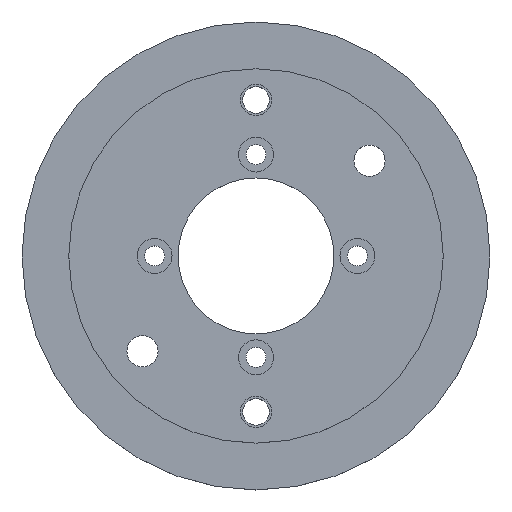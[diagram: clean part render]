
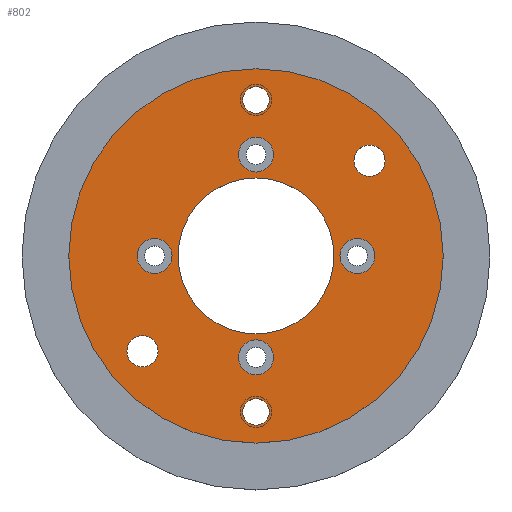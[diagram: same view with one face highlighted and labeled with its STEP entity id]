
A CAD part, top view. The second image highlights one B-rep face of the part: STEP entity #802.
In plain terms, the highlighted planar face has unit normal (0, 0, 1).
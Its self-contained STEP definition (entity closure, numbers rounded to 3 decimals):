
#97=CARTESIAN_POINT('',(0.,0.,13.));
#98=DIRECTION('',(0.,0.,1.));
#99=DIRECTION('',(0.,-1.,0.));
#100=AXIS2_PLACEMENT_3D('',#97,#98,#99);
#102=CARTESIAN_POINT('',(0.,0.,13.));
#103=DIRECTION('',(0.,0.,1.));
#104=DIRECTION('',(0.,1.,0.));
#105=AXIS2_PLACEMENT_3D('',#102,#103,#104);
#107=CARTESIAN_POINT('',(0.,0.,13.));
#108=DIRECTION('',(0.,0.,-1.));
#109=DIRECTION('',(0.,-1.,0.));
#110=AXIS2_PLACEMENT_3D('',#107,#108,#109);
#112=CARTESIAN_POINT('',(0.,0.,13.));
#113=DIRECTION('',(0.,0.,-1.));
#114=DIRECTION('',(0.,1.,0.));
#115=AXIS2_PLACEMENT_3D('',#112,#113,#114);
#117=CARTESIAN_POINT('',(32.5,0.,13.));
#118=DIRECTION('',(0.,0.,1.));
#119=DIRECTION('',(-1.,0.,0.));
#120=AXIS2_PLACEMENT_3D('',#117,#118,#119);
#122=CARTESIAN_POINT('',(32.5,0.,13.));
#123=DIRECTION('',(0.,0.,1.));
#124=DIRECTION('',(1.,0.,0.));
#125=AXIS2_PLACEMENT_3D('',#122,#123,#124);
#127=CARTESIAN_POINT('',(0.,32.5,13.));
#128=DIRECTION('',(0.,0.,1.));
#129=DIRECTION('',(-1.,0.,0.));
#130=AXIS2_PLACEMENT_3D('',#127,#128,#129);
#132=CARTESIAN_POINT('',(0.,32.5,13.));
#133=DIRECTION('',(0.,0.,1.));
#134=DIRECTION('',(1.,0.,0.));
#135=AXIS2_PLACEMENT_3D('',#132,#133,#134);
#137=CARTESIAN_POINT('',(-32.5,0.,13.));
#138=DIRECTION('',(0.,0.,1.));
#139=DIRECTION('',(-1.,0.,0.));
#140=AXIS2_PLACEMENT_3D('',#137,#138,#139);
#142=CARTESIAN_POINT('',(-32.5,0.,13.));
#143=DIRECTION('',(0.,0.,1.));
#144=DIRECTION('',(1.,0.,0.));
#145=AXIS2_PLACEMENT_3D('',#142,#143,#144);
#147=CARTESIAN_POINT('',(0.,-32.5,13.));
#148=DIRECTION('',(0.,0.,1.));
#149=DIRECTION('',(-1.,0.,0.));
#150=AXIS2_PLACEMENT_3D('',#147,#148,#149);
#152=CARTESIAN_POINT('',(0.,-32.5,13.));
#153=DIRECTION('',(0.,0.,1.));
#154=DIRECTION('',(1.,0.,0.));
#155=AXIS2_PLACEMENT_3D('',#152,#153,#154);
#157=CARTESIAN_POINT('',(-36.387,-30.532,13.));
#158=DIRECTION('',(0.,0.,1.));
#159=DIRECTION('',(-1.,0.,0.));
#160=AXIS2_PLACEMENT_3D('',#157,#158,#159);
#162=CARTESIAN_POINT('',(-36.387,-30.532,13.));
#163=DIRECTION('',(0.,0.,1.));
#164=DIRECTION('',(1.,0.,0.));
#165=AXIS2_PLACEMENT_3D('',#162,#163,#164);
#167=CARTESIAN_POINT('',(36.387,30.532,13.));
#168=DIRECTION('',(0.,0.,1.));
#169=DIRECTION('',(-1.,0.,0.));
#170=AXIS2_PLACEMENT_3D('',#167,#168,#169);
#172=CARTESIAN_POINT('',(36.387,30.532,13.));
#173=DIRECTION('',(0.,0.,1.));
#174=DIRECTION('',(1.,0.,0.));
#175=AXIS2_PLACEMENT_3D('',#172,#173,#174);
#177=CARTESIAN_POINT('',(0.,-50.,13.));
#178=DIRECTION('',(0.,0.,1.));
#179=DIRECTION('',(-1.,0.,0.));
#180=AXIS2_PLACEMENT_3D('',#177,#178,#179);
#182=CARTESIAN_POINT('',(0.,-50.,13.));
#183=DIRECTION('',(0.,0.,1.));
#184=DIRECTION('',(1.,0.,0.));
#185=AXIS2_PLACEMENT_3D('',#182,#183,#184);
#187=CARTESIAN_POINT('',(0.,50.,13.));
#188=DIRECTION('',(0.,0.,1.));
#189=DIRECTION('',(-1.,0.,0.));
#190=AXIS2_PLACEMENT_3D('',#187,#188,#189);
#192=CARTESIAN_POINT('',(0.,50.,13.));
#193=DIRECTION('',(0.,0.,1.));
#194=DIRECTION('',(1.,0.,0.));
#195=AXIS2_PLACEMENT_3D('',#192,#193,#194);
#501=CARTESIAN_POINT('',(0.,-60.,13.));
#502=CARTESIAN_POINT('',(0.,60.,13.));
#503=VERTEX_POINT('',#501);
#504=VERTEX_POINT('',#502);
#513=CARTESIAN_POINT('',(0.,-25.,13.));
#514=CARTESIAN_POINT('',(0.,25.,13.));
#515=VERTEX_POINT('',#513);
#516=VERTEX_POINT('',#514);
#561=CARTESIAN_POINT('',(-41.387,-30.532,13.));
#562=CARTESIAN_POINT('',(-31.387,-30.532,13.));
#563=VERTEX_POINT('',#561);
#564=VERTEX_POINT('',#562);
#565=CARTESIAN_POINT('',(31.387,30.532,13.));
#566=CARTESIAN_POINT('',(41.387,30.532,13.));
#567=VERTEX_POINT('',#565);
#568=VERTEX_POINT('',#566);
#569=CARTESIAN_POINT('',(-4.25,-50.,13.));
#570=CARTESIAN_POINT('',(4.25,-50.,13.));
#571=VERTEX_POINT('',#569);
#572=VERTEX_POINT('',#570);
#577=CARTESIAN_POINT('',(-4.25,50.,13.));
#578=CARTESIAN_POINT('',(4.25,50.,13.));
#579=VERTEX_POINT('',#577);
#580=VERTEX_POINT('',#578);
#589=CARTESIAN_POINT('',(26.9,0.,13.));
#590=CARTESIAN_POINT('',(38.1,0.,13.));
#591=VERTEX_POINT('',#589);
#592=VERTEX_POINT('',#590);
#597=CARTESIAN_POINT('',(-5.6,32.5,13.));
#598=CARTESIAN_POINT('',(5.6,32.5,13.));
#599=VERTEX_POINT('',#597);
#600=VERTEX_POINT('',#598);
#605=CARTESIAN_POINT('',(-38.1,0.,13.));
#606=CARTESIAN_POINT('',(-26.9,0.,13.));
#607=VERTEX_POINT('',#605);
#608=VERTEX_POINT('',#606);
#613=CARTESIAN_POINT('',(-5.6,-32.5,13.));
#614=CARTESIAN_POINT('',(5.6,-32.5,13.));
#615=VERTEX_POINT('',#613);
#616=VERTEX_POINT('',#614);
#739=CARTESIAN_POINT('',(0.,0.,13.));
#740=DIRECTION('',(0.,0.,1.));
#741=DIRECTION('',(0.,-1.,0.));
#742=AXIS2_PLACEMENT_3D('',#739,#740,#741);
#743=PLANE('',#742);
#744=ORIENTED_EDGE('',*,*,#719,.F.);
#745=ORIENTED_EDGE('',*,*,#733,.F.);
#746=EDGE_LOOP('',(#744,#745));
#747=FACE_OUTER_BOUND('',#746,.F.);
#749=ORIENTED_EDGE('',*,*,#748,.F.);
#751=ORIENTED_EDGE('',*,*,#750,.F.);
#752=EDGE_LOOP('',(#749,#751));
#753=FACE_BOUND('',#752,.F.);
#755=ORIENTED_EDGE('',*,*,#754,.T.);
#757=ORIENTED_EDGE('',*,*,#756,.T.);
#758=EDGE_LOOP('',(#755,#757));
#759=FACE_BOUND('',#758,.F.);
#761=ORIENTED_EDGE('',*,*,#760,.T.);
#763=ORIENTED_EDGE('',*,*,#762,.T.);
#764=EDGE_LOOP('',(#761,#763));
#765=FACE_BOUND('',#764,.F.);
#767=ORIENTED_EDGE('',*,*,#766,.T.);
#769=ORIENTED_EDGE('',*,*,#768,.T.);
#770=EDGE_LOOP('',(#767,#769));
#771=FACE_BOUND('',#770,.F.);
#773=ORIENTED_EDGE('',*,*,#772,.T.);
#775=ORIENTED_EDGE('',*,*,#774,.T.);
#776=EDGE_LOOP('',(#773,#775));
#777=FACE_BOUND('',#776,.F.);
#779=ORIENTED_EDGE('',*,*,#778,.T.);
#781=ORIENTED_EDGE('',*,*,#780,.T.);
#782=EDGE_LOOP('',(#779,#781));
#783=FACE_BOUND('',#782,.F.);
#785=ORIENTED_EDGE('',*,*,#784,.T.);
#787=ORIENTED_EDGE('',*,*,#786,.T.);
#788=EDGE_LOOP('',(#785,#787));
#789=FACE_BOUND('',#788,.F.);
#791=ORIENTED_EDGE('',*,*,#790,.T.);
#793=ORIENTED_EDGE('',*,*,#792,.T.);
#794=EDGE_LOOP('',(#791,#793));
#795=FACE_BOUND('',#794,.F.);
#797=ORIENTED_EDGE('',*,*,#796,.T.);
#799=ORIENTED_EDGE('',*,*,#798,.T.);
#800=EDGE_LOOP('',(#797,#799));
#801=FACE_BOUND('',#800,.F.);
#802=ADVANCED_FACE('',(#747,#753,#759,#765,#771,#777,#783,#789,#795,#801),#743,
.T.);
#101=CIRCLE('',#100,60.);
#106=CIRCLE('',#105,60.);
#111=CIRCLE('',#110,25.);
#116=CIRCLE('',#115,25.);
#121=CIRCLE('',#120,5.6);
#126=CIRCLE('',#125,5.6);
#131=CIRCLE('',#130,5.6);
#136=CIRCLE('',#135,5.6);
#141=CIRCLE('',#140,5.6);
#146=CIRCLE('',#145,5.6);
#151=CIRCLE('',#150,5.6);
#156=CIRCLE('',#155,5.6);
#161=CIRCLE('',#160,5.);
#166=CIRCLE('',#165,5.);
#171=CIRCLE('',#170,5.);
#176=CIRCLE('',#175,5.);
#181=CIRCLE('',#180,4.25);
#186=CIRCLE('',#185,4.25);
#191=CIRCLE('',#190,4.25);
#196=CIRCLE('',#195,4.25);
#719=EDGE_CURVE('',#503,#504,#101,.T.);
#733=EDGE_CURVE('',#504,#503,#106,.T.);
#748=EDGE_CURVE('',#515,#516,#111,.T.);
#750=EDGE_CURVE('',#516,#515,#116,.T.);
#754=EDGE_CURVE('',#591,#592,#121,.T.);
#756=EDGE_CURVE('',#592,#591,#126,.T.);
#760=EDGE_CURVE('',#599,#600,#131,.T.);
#762=EDGE_CURVE('',#600,#599,#136,.T.);
#766=EDGE_CURVE('',#607,#608,#141,.T.);
#768=EDGE_CURVE('',#608,#607,#146,.T.);
#772=EDGE_CURVE('',#615,#616,#151,.T.);
#774=EDGE_CURVE('',#616,#615,#156,.T.);
#778=EDGE_CURVE('',#563,#564,#161,.T.);
#780=EDGE_CURVE('',#564,#563,#166,.T.);
#784=EDGE_CURVE('',#567,#568,#171,.T.);
#786=EDGE_CURVE('',#568,#567,#176,.T.);
#790=EDGE_CURVE('',#571,#572,#181,.T.);
#792=EDGE_CURVE('',#572,#571,#186,.T.);
#796=EDGE_CURVE('',#579,#580,#191,.T.);
#798=EDGE_CURVE('',#580,#579,#196,.T.);
